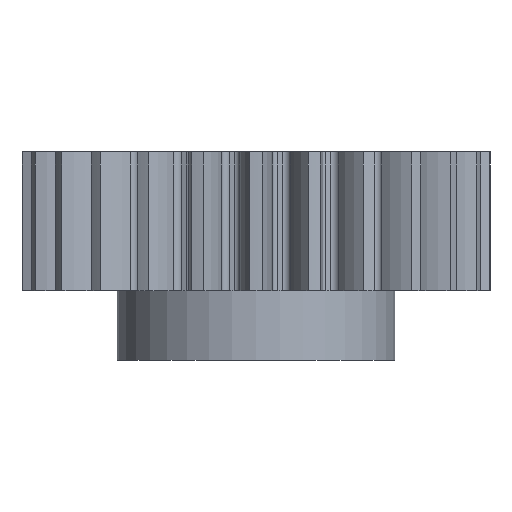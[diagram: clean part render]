
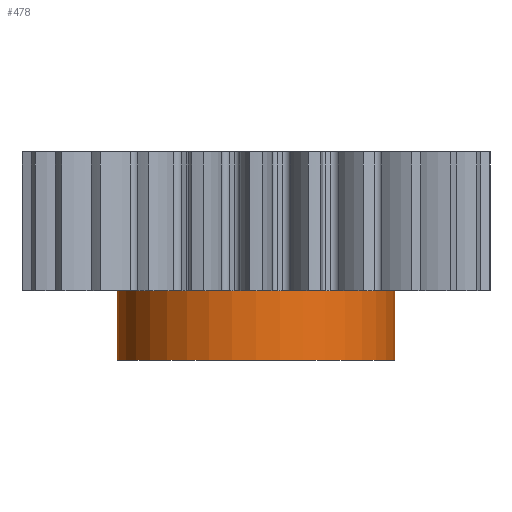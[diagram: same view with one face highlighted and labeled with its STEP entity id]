
A CAD part, front view. The second image highlights one B-rep face of the part: STEP entity #478.
In plain terms, the highlighted cylindrical face has radius 40 mm (diameter 80 mm), a partial arc.
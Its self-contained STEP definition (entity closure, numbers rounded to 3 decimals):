
#461 = ORIENTED_EDGE ( 'NONE', *, *, #3024, .F. ) ;
#464 = EDGE_CURVE ( 'NONE', #3315, #3285, #3931, .T. ) ;
#478 = ADVANCED_FACE ( 'NONE', ( #3877 ), #3938, .T. ) ;
#479 = EDGE_LOOP ( 'NONE', ( #482, #461, #480, #508 ) ) ;
#480 = ORIENTED_EDGE ( 'NONE', *, *, #3292, .T. ) ;
#482 = ORIENTED_EDGE ( 'NONE', *, *, #3334, .F. ) ;
#508 = ORIENTED_EDGE ( 'NONE', *, *, #464, .T. ) ;
#3024 = EDGE_CURVE ( 'NONE', #3299, #3286, #6707, .T. ) ;
#3285 = VERTEX_POINT ( 'NONE', #7542 ) ;
#3286 = VERTEX_POINT ( 'NONE', #7547 ) ;
#3292 = EDGE_CURVE ( 'NONE', #3299, #3315, #7579, .T. ) ;
#3299 = VERTEX_POINT ( 'NONE', #7594 ) ;
#3315 = VERTEX_POINT ( 'NONE', #7675 ) ;
#3334 = EDGE_CURVE ( 'NONE', #3286, #3285, #7745, .T. ) ;
#3847 = AXIS2_PLACEMENT_3D ( 'NONE', #3907, #3848, #3876 ) ;
#3848 = DIRECTION ( 'NONE',  ( 0., 0., 1. ) ) ;
#3876 = DIRECTION ( 'NONE',  ( 1., 0., 0. ) ) ;
#3877 = FACE_OUTER_BOUND ( 'NONE', #479, .T. ) ;
#3883 = DIRECTION ( 'NONE',  ( 1., 0., 0. ) ) ;
#3884 = DIRECTION ( 'NONE',  ( 0., 0., -1. ) ) ;
#3907 = CARTESIAN_POINT ( 'NONE',  ( 0., 0., -60. ) ) ;
#3931 = CIRCLE ( 'NONE', #3935, 40. ) ;
#3934 = CARTESIAN_POINT ( 'NONE',  ( 0., 0., 0. ) ) ;
#3935 = AXIS2_PLACEMENT_3D ( 'NONE', #3934, #3884, #3883 ) ;
#3938 = CYLINDRICAL_SURFACE ( 'NONE', #3847, 40. ) ;
#6640 = DIRECTION ( 'NONE',  ( 1., 0., 0. ) ) ;
#6641 = DIRECTION ( 'NONE',  ( 0., 0., -1. ) ) ;
#6642 = CARTESIAN_POINT ( 'NONE',  ( 0., 0., -20. ) ) ;
#6647 = AXIS2_PLACEMENT_3D ( 'NONE', #6642, #6641, #6640 ) ;
#6707 = CIRCLE ( 'NONE', #6647, 40. ) ;
#7542 = CARTESIAN_POINT ( 'NONE',  ( -40., 0., 0. ) ) ;
#7547 = CARTESIAN_POINT ( 'NONE',  ( -40., 0., -20. ) ) ;
#7579 = LINE ( 'NONE', #7603, #7602 ) ;
#7586 = DIRECTION ( 'NONE',  ( 0., 0., 1. ) ) ;
#7594 = CARTESIAN_POINT ( 'NONE',  ( 40., 0., -20. ) ) ;
#7602 = VECTOR ( 'NONE', #7586, 1000. ) ;
#7603 = CARTESIAN_POINT ( 'NONE',  ( 40., 0., -60. ) ) ;
#7675 = CARTESIAN_POINT ( 'NONE',  ( 40., 0., 0. ) ) ;
#7733 = DIRECTION ( 'NONE',  ( 0., 0., 1. ) ) ;
#7734 = CARTESIAN_POINT ( 'NONE',  ( -40., 0., -60. ) ) ;
#7745 = LINE ( 'NONE', #7734, #7768 ) ;
#7768 = VECTOR ( 'NONE', #7733, 1000. ) ;
